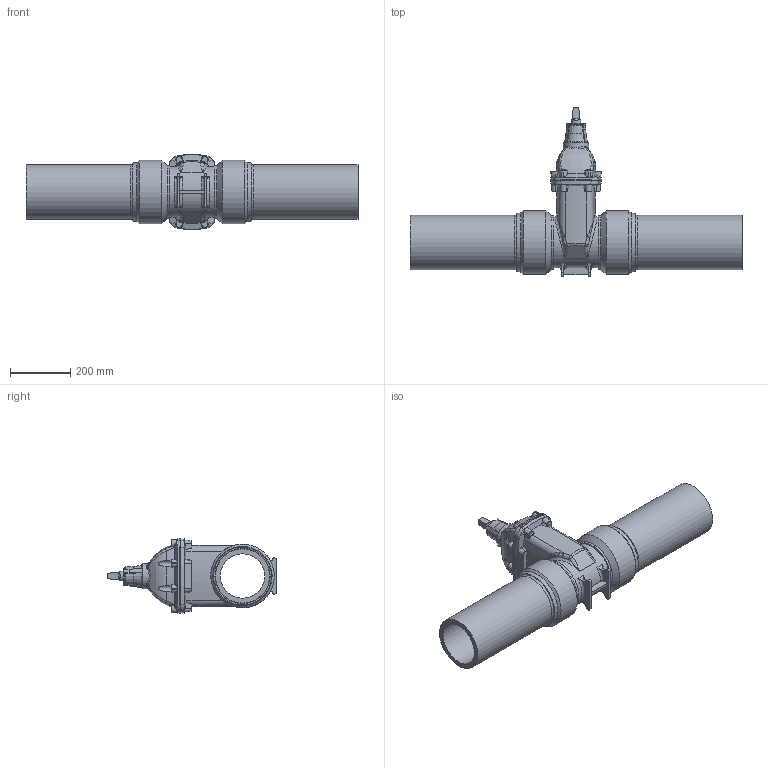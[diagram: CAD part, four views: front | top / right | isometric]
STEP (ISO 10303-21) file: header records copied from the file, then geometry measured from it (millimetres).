
FILE_DESCRIPTION (( 'STEP AP203' ), '1' );
FILE_NAME ('O_36_90_DN150_180mm.STEP', '2015-02-02T06:02:52', ( 'ken' ), ( '' ), 'SwSTEP 2.0', 'SolidWorks 2012', '' );
FILE_SCHEMA (( 'CONFIG_CONTROL_DESIGN' ));
Length unit declared in the file: millimetre
Products named in the file (1): O_36_90_DN150_180mm
Bounding box: 1101 x 561 x 248.74 mm (x, y, z)
Volume: 17361548.2 mm3; surface area: 1394768 mm2
Topology: 1 solids, 1 shells, 253 faces, 689 edges, 438 vertices
Faces by surface type: cone 91, plane 70, bspline 50, cylinder 28, torus 14
Full cylindrical faces by diameter (mm): 32 x1, 147.273 x1, 168 x1, 176 x2, 180 x2, 211 x2
Entity records: 12491 total; most frequent: CARTESIAN_POINT 6862, ORIENTED_EDGE 1302, DIRECTION 982, EDGE_CURVE 651, AXIS2_PLACEMENT_3D 436, VERTEX_POINT 426, EDGE_LOOP 281, B_SPLINE_CURVE_WITH_KNOTS 281
